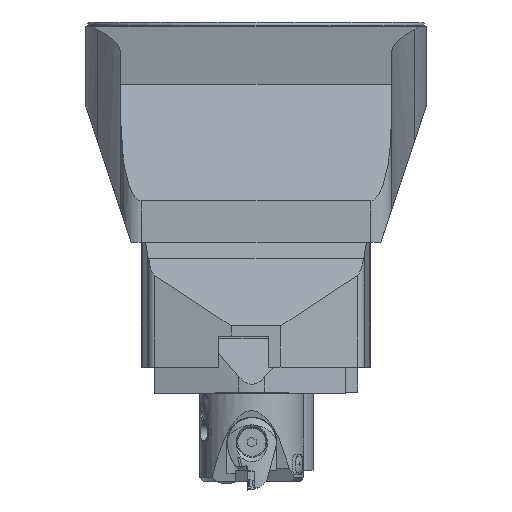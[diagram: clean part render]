
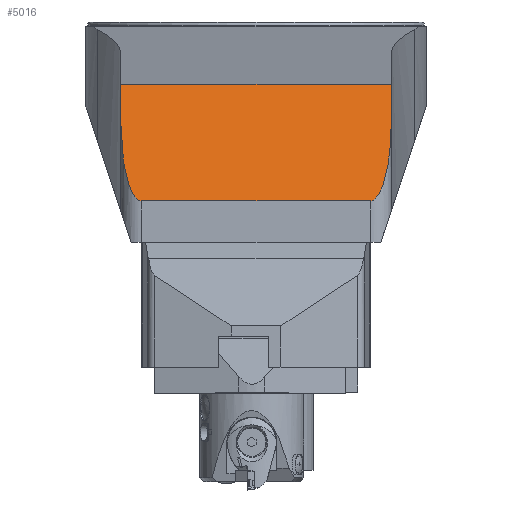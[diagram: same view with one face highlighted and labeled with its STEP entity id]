
A CAD part, left-side view. The second image highlights one B-rep face of the part: STEP entity #5016.
In plain terms, the highlighted planar face has unit normal (-0.966, 0, 0.259).
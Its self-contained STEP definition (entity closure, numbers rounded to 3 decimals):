
#5016=ADVANCED_FACE('',(#5919),#5424,.F.);
#5424=PLANE('',#15640);
#5919=FACE_OUTER_BOUND('',#6563,.T.);
#6563=EDGE_LOOP('',(#9360,#9361,#9362,#9363,#9364,#9365));
#6741=ELLIPSE('',#15638,38.637,10.);
#6742=ELLIPSE('',#15639,38.637,10.);
#9360=ORIENTED_EDGE('',*,*,#12142,.T.);
#9361=ORIENTED_EDGE('',*,*,#12143,.T.);
#9362=ORIENTED_EDGE('',*,*,#12136,.F.);
#9363=ORIENTED_EDGE('',*,*,#12144,.T.);
#9364=ORIENTED_EDGE('',*,*,#12145,.T.);
#9365=ORIENTED_EDGE('',*,*,#12146,.T.);
#10697=VERTEX_POINT('',#22441);
#10698=VERTEX_POINT('',#22442);
#10701=VERTEX_POINT('',#22453);
#10702=VERTEX_POINT('',#22454);
#10703=VERTEX_POINT('',#22457);
#10704=VERTEX_POINT('',#22459);
#12136=EDGE_CURVE('',#10697,#10698,#13038,.T.);
#12142=EDGE_CURVE('',#10701,#10702,#13044,.T.);
#12143=EDGE_CURVE('',#10702,#10698,#6741,.T.);
#12144=EDGE_CURVE('',#10697,#10703,#6742,.T.);
#12145=EDGE_CURVE('',#10703,#10704,#13045,.T.);
#12146=EDGE_CURVE('',#10704,#10701,#13046,.T.);
#13038=LINE('',#22440,#13884);
#13044=LINE('',#22452,#13890);
#13045=LINE('',#22458,#13891);
#13046=LINE('',#22460,#13892);
#13884=VECTOR('',#18151,1.);
#13890=VECTOR('',#18161,1.);
#13891=VECTOR('',#18166,1.);
#13892=VECTOR('',#18167,1.);
#15638=AXIS2_PLACEMENT_3D('',#22455,#18162,#18163);
#15639=AXIS2_PLACEMENT_3D('',#22456,#18164,#18165);
#15640=AXIS2_PLACEMENT_3D('',#22461,#18168,#18169);
#18151=DIRECTION('',(0.,1.,0.));
#18161=DIRECTION('',(-0.259,0.,-0.966));
#18162=DIRECTION('',(-0.966,0.,0.259));
#18163=DIRECTION('',(-0.259,0.,-0.966));
#18164=DIRECTION('',(-0.966,0.,0.259));
#18165=DIRECTION('',(0.259,0.,0.966));
#18166=DIRECTION('',(0.259,0.,0.966));
#18167=DIRECTION('',(0.,1.,0.));
#18168=DIRECTION('',(0.966,0.,-0.259));
#18169=DIRECTION('',(0.259,0.,0.966));
#22440=CARTESIAN_POINT('',(-475.,-475.,-86.));
#22441=CARTESIAN_POINT('',(-475.,-55.,-86.));
#22442=CARTESIAN_POINT('',(-475.,55.,-86.));
#22452=CARTESIAN_POINT('',(-459.995,65.,-30.));
#22453=CARTESIAN_POINT('',(-459.995,65.,-30.));
#22454=CARTESIAN_POINT('',(-465.,65.,-48.679));
#22455=CARTESIAN_POINT('',(-465.,55.,-48.679));
#22456=CARTESIAN_POINT('',(-465.,-55.,-48.679));
#22457=CARTESIAN_POINT('',(-465.,-65.,-48.679));
#22458=CARTESIAN_POINT('',(-459.995,-65.,-30.));
#22459=CARTESIAN_POINT('',(-459.995,-65.,-30.));
#22460=CARTESIAN_POINT('',(-459.995,-475.,-30.));
#22461=CARTESIAN_POINT('',(-459.995,-475.,-30.));
